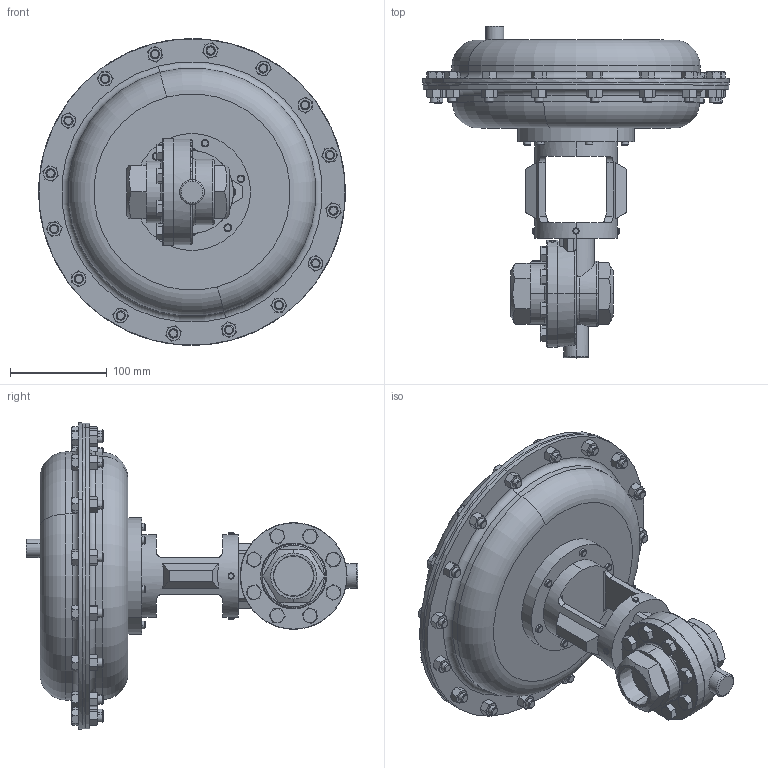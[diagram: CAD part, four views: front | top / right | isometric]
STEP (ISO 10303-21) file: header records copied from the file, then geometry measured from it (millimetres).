
FILE_DESCRIPTION (( 'STEP AP203' ), '1' );
FILE_NAME ('70-125-DI+BR-PT-55M.STEP', '2017-08-30T17:10:52', ( '' ), ( '' ), 'SwSTEP 2.0', 'SolidWorks 2014', '' );
FILE_SCHEMA (( 'CONFIG_CONTROL_DESIGN' ));
Length unit declared in the file: inch
Products named in the file (1): 70-125-DI+BR-PT-55M
Bounding box: 317.5 x 343.54 x 317.5 mm (x, y, z)
Volume: 5794435.2 mm3; surface area: 312999.2 mm2
Topology: 1 solids, 1 shells, 960 faces, 2200 edges, 1324 vertices
Faces by surface type: cone 400, plane 398, cylinder 101, bspline 36, torus 25
Entity records: 37002 total; most frequent: CARTESIAN_POINT 16602, ORIENTED_EDGE 4400, DIRECTION 3889, EDGE_CURVE 2200, AXIS2_PLACEMENT_3D 1579, VERTEX_POINT 1324, EDGE_LOOP 1044, ADVANCED_FACE 960
